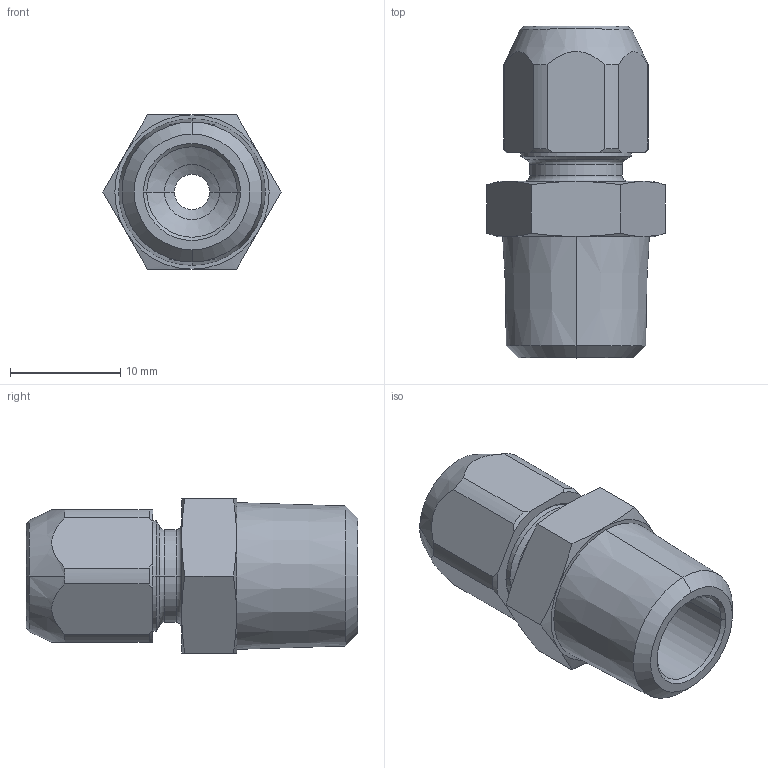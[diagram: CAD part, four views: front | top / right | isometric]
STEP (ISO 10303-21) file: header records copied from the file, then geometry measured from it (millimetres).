
FILE_DESCRIPTION(( 'CX.12.06.14.stp' ), '1');
FILE_NAME( 'CX.12.06.14.stp', '2018-09-04T16:08:32',( 'Sopra'),('sopra-pneumatic.com'), 'SwSTEP 2.0','SolidWorks 2009','' );
FILE_SCHEMA(('CONFIG_CONTROL_DESIGN'));
Length unit declared in the file: millimetre
Products named in the file (1): 360415B_151X4-6-4-1-4K
Bounding box: 16.17 x 30.1 x 14 mm (x, y, z)
Volume: 2645.4 mm3; surface area: 2326.6 mm2
Topology: 1 solids, 1 shells, 85 faces, 192 edges, 114 vertices
Faces by surface type: cone 40, cylinder 20, plane 19, torus 6
Entity records: 2522 total; most frequent: CARTESIAN_POINT 595, DIRECTION 410, ORIENTED_EDGE 384, EDGE_CURVE 192, AXIS2_PLACEMENT_3D 175, VERTEX_POINT 114, EDGE_LOOP 92, CIRCLE 90
